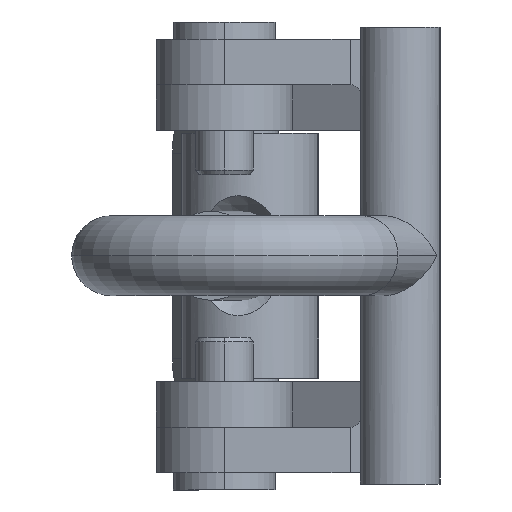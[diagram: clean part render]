
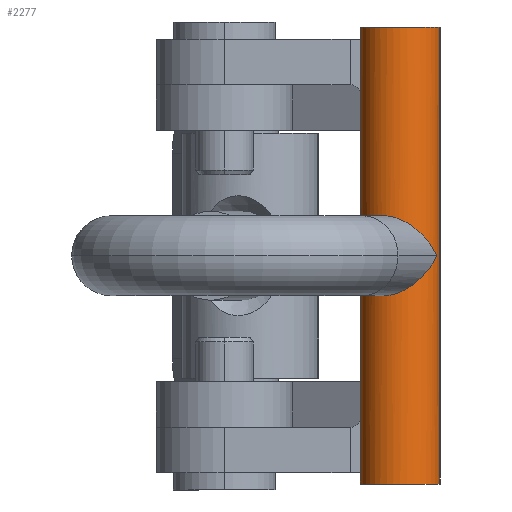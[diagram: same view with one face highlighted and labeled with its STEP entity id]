
A CAD part, left-side view. The second image highlights one B-rep face of the part: STEP entity #2277.
In plain terms, the highlighted cylindrical face has radius 3.5 mm (diameter 7 mm), a partial arc.
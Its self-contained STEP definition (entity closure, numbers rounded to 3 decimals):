
#19 = CYLINDRICAL_SURFACE ( 'NONE', #2141, 3.5 ) ;
#224 = EDGE_LOOP ( 'NONE', ( #1297, #1892, #2013, #2282, #3595, #1794, #4002 ) ) ;
#347 = CARTESIAN_POINT ( 'NONE',  ( -24.679, 84.249, -20. ) ) ;
#406 = VERTEX_POINT ( 'NONE', #1035 ) ;
#548 = VERTEX_POINT ( 'NONE', #4174 ) ;
#666 = CARTESIAN_POINT ( 'NONE',  ( -26.635, 90.471, -5.503 ) ) ;
#701 = CARTESIAN_POINT ( 'NONE',  ( -28.059, 85.155, 0. ) ) ;
#884 = CARTESIAN_POINT ( 'NONE',  ( -26.635, 90.471, 5.503 ) ) ;
#899 = DIRECTION ( 'NONE',  ( 1., 0., 0. ) ) ;
#924 = CARTESIAN_POINT ( 'NONE',  ( -28.179, 84.249, -20. ) ) ;
#1010 = VERTEX_POINT ( 'NONE', #701 ) ;
#1035 = CARTESIAN_POINT ( 'NONE',  ( -21.179, 84.249, -0.906 ) ) ;
#1121 = VECTOR ( 'NONE', #2216, 1000. ) ;
#1148 = CARTESIAN_POINT ( 'NONE',  ( -21.179, 84.249, -20. ) ) ;
#1172 = DIRECTION ( 'NONE',  ( 0., 0., 1. ) ) ;
#1238 = CIRCLE ( 'NONE', #2506, 3.5 ) ;
#1297 = ORIENTED_EDGE ( 'NONE', *, *, #2476, .T. ) ;
#1301 = EDGE_CURVE ( 'NONE', #1010, #406, #3977, .T. ) ;
#1582 = VERTEX_POINT ( 'NONE', #2503 ) ;
#1653 =( BOUNDED_CURVE ( )  B_SPLINE_CURVE ( 3, ( #3648, #1752, #884, #1797 ),
 .UNSPECIFIED., .F., .T. ) 
 B_SPLINE_CURVE_WITH_KNOTS ( ( 4, 4 ),
 ( 1.833, 4.712 ),
 .UNSPECIFIED. ) 
 CURVE ( )  GEOMETRIC_REPRESENTATION_ITEM ( )  RATIONAL_B_SPLINE_CURVE ( ( 1., 0.42, 0.42, 1. ) ) 
 REPRESENTATION_ITEM ( '' )  );
#1683 = VECTOR ( 'NONE', #1172, 1000. ) ;
#1752 = CARTESIAN_POINT ( 'NONE',  ( -21.179, 89.752, 6.222 ) ) ;
#1794 = ORIENTED_EDGE ( 'NONE', *, *, #1301, .T. ) ;
#1797 = CARTESIAN_POINT ( 'NONE',  ( -28.059, 85.155, 0. ) ) ;
#1877 = CARTESIAN_POINT ( 'NONE',  ( -28.179, 84.249, 20. ) ) ;
#1892 = ORIENTED_EDGE ( 'NONE', *, *, #3713, .T. ) ;
#1996 = CARTESIAN_POINT ( 'NONE',  ( -21.179, 84.249, -0.906 ) ) ;
#2001 = EDGE_CURVE ( 'NONE', #1582, #548, #3912, .T. ) ;
#2013 = ORIENTED_EDGE ( 'NONE', *, *, #2972, .F. ) ;
#2064 = LINE ( 'NONE', #2319, #1683 ) ;
#2083 = DIRECTION ( 'NONE',  ( 0., 0., 1. ) ) ;
#2118 = CARTESIAN_POINT ( 'NONE',  ( -21.179, 89.752, -6.222 ) ) ;
#2141 = AXIS2_PLACEMENT_3D ( 'NONE', #4214, #3126, #899 ) ;
#2216 = DIRECTION ( 'NONE',  ( 0., 0., 1. ) ) ;
#2277 = ADVANCED_FACE ( 'NONE', ( #4200 ), #19, .T. ) ;
#2282 = ORIENTED_EDGE ( 'NONE', *, *, #2001, .F. ) ;
#2304 = EDGE_CURVE ( 'NONE', #1582, #1010, #1653, .T. ) ;
#2314 = CARTESIAN_POINT ( 'NONE',  ( -21.179, 84.249, -20. ) ) ;
#2319 = CARTESIAN_POINT ( 'NONE',  ( -28.179, 84.249, -20. ) ) ;
#2476 = EDGE_CURVE ( 'NONE', #4198, #4241, #1238, .T. ) ;
#2503 = CARTESIAN_POINT ( 'NONE',  ( -21.179, 84.249, 0.906 ) ) ;
#2506 = AXIS2_PLACEMENT_3D ( 'NONE', #347, #2083, #3611 ) ;
#2584 = VERTEX_POINT ( 'NONE', #1877 ) ;
#2621 = DIRECTION ( 'NONE',  ( 0., 0., 1. ) ) ;
#2972 = EDGE_CURVE ( 'NONE', #548, #2584, #3232, .T. ) ;
#3004 = AXIS2_PLACEMENT_3D ( 'NONE', #3684, #2621, #4044 ) ;
#3104 = VECTOR ( 'NONE', #3222, 1000. ) ;
#3126 = DIRECTION ( 'NONE',  ( 0., 0., 1. ) ) ;
#3138 = LINE ( 'NONE', #3934, #3104 ) ;
#3222 = DIRECTION ( 'NONE',  ( 0., 0., 1. ) ) ;
#3232 = CIRCLE ( 'NONE', #3004, 3.5 ) ;
#3342 = EDGE_CURVE ( 'NONE', #4198, #406, #3138, .T. ) ;
#3595 = ORIENTED_EDGE ( 'NONE', *, *, #2304, .T. ) ;
#3611 = DIRECTION ( 'NONE',  ( 1., 0., 0. ) ) ;
#3648 = CARTESIAN_POINT ( 'NONE',  ( -21.179, 84.249, 0.906 ) ) ;
#3684 = CARTESIAN_POINT ( 'NONE',  ( -24.679, 84.249, 20. ) ) ;
#3713 = EDGE_CURVE ( 'NONE', #4241, #2584, #2064, .T. ) ;
#3912 = LINE ( 'NONE', #1148, #1121 ) ;
#3934 = CARTESIAN_POINT ( 'NONE',  ( -21.179, 84.249, -20. ) ) ;
#3977 =( BOUNDED_CURVE ( )  B_SPLINE_CURVE ( 3, ( #4247, #666, #2118, #1996 ),
 .UNSPECIFIED., .F., .T. ) 
 B_SPLINE_CURVE_WITH_KNOTS ( ( 4, 4 ),
 ( 1.571, 4.451 ),
 .UNSPECIFIED. ) 
 CURVE ( )  GEOMETRIC_REPRESENTATION_ITEM ( )  RATIONAL_B_SPLINE_CURVE ( ( 1., 0.42, 0.42, 1. ) ) 
 REPRESENTATION_ITEM ( '' )  );
#4002 = ORIENTED_EDGE ( 'NONE', *, *, #3342, .F. ) ;
#4044 = DIRECTION ( 'NONE',  ( 1., 0., 0. ) ) ;
#4174 = CARTESIAN_POINT ( 'NONE',  ( -21.179, 84.249, 20. ) ) ;
#4198 = VERTEX_POINT ( 'NONE', #2314 ) ;
#4200 = FACE_OUTER_BOUND ( 'NONE', #224, .T. ) ;
#4214 = CARTESIAN_POINT ( 'NONE',  ( -24.679, 84.249, -20. ) ) ;
#4241 = VERTEX_POINT ( 'NONE', #924 ) ;
#4247 = CARTESIAN_POINT ( 'NONE',  ( -28.059, 85.155, 0. ) ) ;
